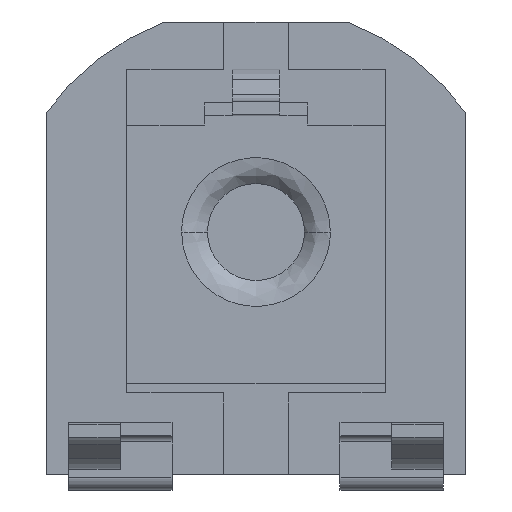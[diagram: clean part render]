
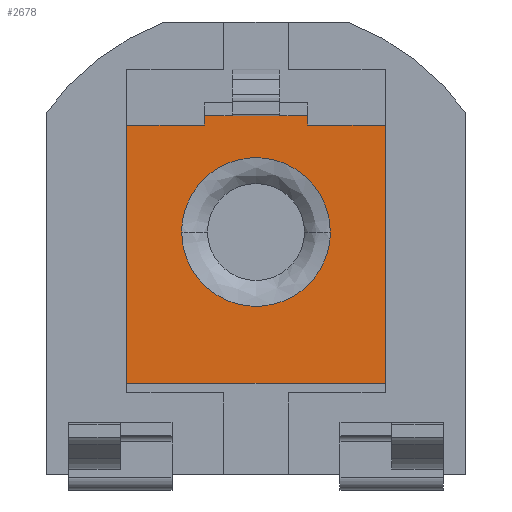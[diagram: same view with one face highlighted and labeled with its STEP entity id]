
A CAD part, front view. The second image highlights one B-rep face of the part: STEP entity #2678.
In plain terms, the highlighted planar face has unit normal (0, -1, 0).
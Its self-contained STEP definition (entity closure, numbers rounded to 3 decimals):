
#8 = EDGE_CURVE ( 'NONE', #4148, #1429, #4562, .T. ) ;
#73 = CARTESIAN_POINT ( 'NONE',  ( 0.78, 3.329, 3.486 ) ) ;
#128 = FACE_BOUND ( 'NONE', #2965, .T. ) ;
#136 = CARTESIAN_POINT ( 'NONE',  ( 1.13, 3.329, -4.099 ) ) ;
#197 = EDGE_CURVE ( 'NONE', #3633, #3466, #3397, .T. ) ;
#286 = VERTEX_POINT ( 'NONE', #3584 ) ;
#400 = ORIENTED_EDGE ( 'NONE', *, *, #4157, .F. ) ;
#699 = VECTOR ( 'NONE', #2016, 1000. ) ;
#704 = LINE ( 'NONE', #73, #5030 ) ;
#779 =( BOUNDED_CURVE ( )  B_SPLINE_CURVE ( 3, ( #2637, #2235, #4688, #1828 ),
 .UNSPECIFIED., .F., .F. ) 
 B_SPLINE_CURVE_WITH_KNOTS ( ( 4, 4 ),
 ( 0.5, 1. ),
 .UNSPECIFIED. ) 
 CURVE ( )  GEOMETRIC_REPRESENTATION_ITEM ( )  RATIONAL_B_SPLINE_CURVE ( ( 1., 0.333, 0.333, 1. ) ) 
 REPRESENTATION_ITEM ( '' )  );
#903 = LINE ( 'NONE', #5033, #3054 ) ;
#908 = VECTOR ( 'NONE', #2090, 1000. ) ;
#939 = CARTESIAN_POINT ( 'NONE',  ( -2.02, 3.329, -4.143 ) ) ;
#1055 = AXIS2_PLACEMENT_3D ( 'NONE', #3113, #2287, #1084 ) ;
#1059 = VERTEX_POINT ( 'NONE', #1749 ) ;
#1084 = DIRECTION ( 'NONE',  ( 0., 0., 1. ) ) ;
#1103 = CARTESIAN_POINT ( 'NONE',  ( -2.02, 3.329, -4.143 ) ) ;
#1215 = DIRECTION ( 'NONE',  ( 1., 0., 0. ) ) ;
#1299 = EDGE_CURVE ( 'NONE', #1429, #4148, #779, .T. ) ;
#1416 = VERTEX_POINT ( 'NONE', #4619 ) ;
#1429 = VERTEX_POINT ( 'NONE', #5004 ) ;
#1442 = VERTEX_POINT ( 'NONE', #939 ) ;
#1504 = EDGE_CURVE ( 'NONE', #3633, #1813, #704, .T. ) ;
#1567 = ORIENTED_EDGE ( 'NONE', *, *, #3448, .F. ) ;
#1648 = VECTOR ( 'NONE', #1215, 1000. ) ;
#1749 = CARTESIAN_POINT ( 'NONE',  ( 1.98, 3.329, -0.143 ) ) ;
#1764 = VECTOR ( 'NONE', #3935, 1000. ) ;
#1813 = VERTEX_POINT ( 'NONE', #3242 ) ;
#1828 = CARTESIAN_POINT ( 'NONE',  ( -1.17, 3.329, -1.799 ) ) ;
#1876 = CARTESIAN_POINT ( 'NONE',  ( -0.02, 3.329, 0. ) ) ;
#2008 = EDGE_CURVE ( 'NONE', #1416, #3094, #2024, .T. ) ;
#2015 = LINE ( 'NONE', #1103, #5140 ) ;
#2016 = DIRECTION ( 'NONE',  ( 0., 0., -1. ) ) ;
#2024 = LINE ( 'NONE', #3244, #1648 ) ;
#2047 = EDGE_LOOP ( 'NONE', ( #4944, #4975, #2569, #1567, #400, #2831, #3638, #3171 ) ) ;
#2054 = ORIENTED_EDGE ( 'NONE', *, *, #8, .F. ) ;
#2090 = DIRECTION ( 'NONE',  ( 0., 0., 1. ) ) ;
#2153 = CARTESIAN_POINT ( 'NONE',  ( -0.82, 3.329, -0.143 ) ) ;
#2235 = CARTESIAN_POINT ( 'NONE',  ( 1.13, 3.329, 0.501 ) ) ;
#2275 = FACE_OUTER_BOUND ( 'NONE', #2047, .T. ) ;
#2287 = DIRECTION ( 'NONE',  ( 0., 1., 0. ) ) ;
#2486 = DIRECTION ( 'NONE',  ( 0., 0., -1. ) ) ;
#2545 = CARTESIAN_POINT ( 'NONE',  ( -1.17, 3.329, -1.799 ) ) ;
#2569 = ORIENTED_EDGE ( 'NONE', *, *, #2719, .F. ) ;
#2583 = DIRECTION ( 'NONE',  ( -1., 0., 0. ) ) ;
#2637 = CARTESIAN_POINT ( 'NONE',  ( 1.13, 3.329, -1.799 ) ) ;
#2678 = ADVANCED_FACE ( 'NONE', ( #128, #2275 ), #3521, .F. ) ;
#2719 = EDGE_CURVE ( 'NONE', #1442, #1416, #2015, .T. ) ;
#2831 = ORIENTED_EDGE ( 'NONE', *, *, #4615, .F. ) ;
#2965 = EDGE_LOOP ( 'NONE', ( #3658, #2054 ) ) ;
#3031 = EDGE_CURVE ( 'NONE', #3094, #3466, #5229, .T. ) ;
#3054 = VECTOR ( 'NONE', #2583, 1000. ) ;
#3094 = VERTEX_POINT ( 'NONE', #2153 ) ;
#3113 = CARTESIAN_POINT ( 'NONE',  ( -0.02, 3.329, 0.8 ) ) ;
#3171 = ORIENTED_EDGE ( 'NONE', *, *, #197, .T. ) ;
#3242 = CARTESIAN_POINT ( 'NONE',  ( 0.78, 3.329, -0.143 ) ) ;
#3244 = CARTESIAN_POINT ( 'NONE',  ( -2.02, 3.329, -0.143 ) ) ;
#3349 = CARTESIAN_POINT ( 'NONE',  ( 1.13, 3.329, -1.799 ) ) ;
#3397 = LINE ( 'NONE', #1876, #5167 ) ;
#3448 = EDGE_CURVE ( 'NONE', #286, #1442, #903, .T. ) ;
#3466 = VERTEX_POINT ( 'NONE', #3811 ) ;
#3521 = PLANE ( 'NONE',  #1055 ) ;
#3533 = CARTESIAN_POINT ( 'NONE',  ( 0.78, 3.329, -0.143 ) ) ;
#3552 = DIRECTION ( 'NONE',  ( 0., 0., 1. ) ) ;
#3584 = CARTESIAN_POINT ( 'NONE',  ( 1.98, 3.329, -4.143 ) ) ;
#3633 = VERTEX_POINT ( 'NONE', #5261 ) ;
#3638 = ORIENTED_EDGE ( 'NONE', *, *, #1504, .F. ) ;
#3658 = ORIENTED_EDGE ( 'NONE', *, *, #1299, .F. ) ;
#3811 = CARTESIAN_POINT ( 'NONE',  ( -0.82, 3.329, 0. ) ) ;
#3935 = DIRECTION ( 'NONE',  ( 1., 0., 0. ) ) ;
#3936 = LINE ( 'NONE', #4049, #699 ) ;
#4049 = CARTESIAN_POINT ( 'NONE',  ( 1.98, 3.329, -0.143 ) ) ;
#4148 = VERTEX_POINT ( 'NONE', #4465 ) ;
#4157 = EDGE_CURVE ( 'NONE', #1059, #286, #3936, .T. ) ;
#4171 = CARTESIAN_POINT ( 'NONE',  ( -1.17, 3.329, -4.099 ) ) ;
#4465 = CARTESIAN_POINT ( 'NONE',  ( -1.17, 3.329, -1.799 ) ) ;
#4562 =( BOUNDED_CURVE ( )  B_SPLINE_CURVE ( 3, ( #2545, #4171, #136, #3349 ),
 .UNSPECIFIED., .F., .F. ) 
 B_SPLINE_CURVE_WITH_KNOTS ( ( 4, 4 ),
 ( 0., 0.5 ),
 .UNSPECIFIED. ) 
 CURVE ( )  GEOMETRIC_REPRESENTATION_ITEM ( )  RATIONAL_B_SPLINE_CURVE ( ( 1., 0.333, 0.333, 1. ) ) 
 REPRESENTATION_ITEM ( '' )  );
#4615 = EDGE_CURVE ( 'NONE', #1813, #1059, #5019, .T. ) ;
#4619 = CARTESIAN_POINT ( 'NONE',  ( -2.02, 3.329, -0.143 ) ) ;
#4688 = CARTESIAN_POINT ( 'NONE',  ( -1.17, 3.329, 0.501 ) ) ;
#4944 = ORIENTED_EDGE ( 'NONE', *, *, #3031, .F. ) ;
#4959 = CARTESIAN_POINT ( 'NONE',  ( -0.82, 3.329, -0.143 ) ) ;
#4975 = ORIENTED_EDGE ( 'NONE', *, *, #2008, .F. ) ;
#5004 = CARTESIAN_POINT ( 'NONE',  ( 1.13, 3.329, -1.799 ) ) ;
#5019 = LINE ( 'NONE', #3533, #1764 ) ;
#5030 = VECTOR ( 'NONE', #2486, 1000. ) ;
#5033 = CARTESIAN_POINT ( 'NONE',  ( 1.98, 3.329, -4.143 ) ) ;
#5135 = DIRECTION ( 'NONE',  ( -1., 0., 0. ) ) ;
#5140 = VECTOR ( 'NONE', #3552, 1000. ) ;
#5167 = VECTOR ( 'NONE', #5135, 1000. ) ;
#5229 = LINE ( 'NONE', #4959, #908 ) ;
#5261 = CARTESIAN_POINT ( 'NONE',  ( 0.78, 3.329, 0. ) ) ;
